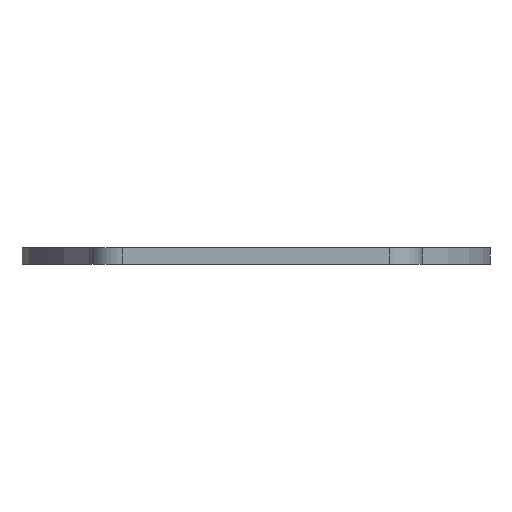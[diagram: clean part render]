
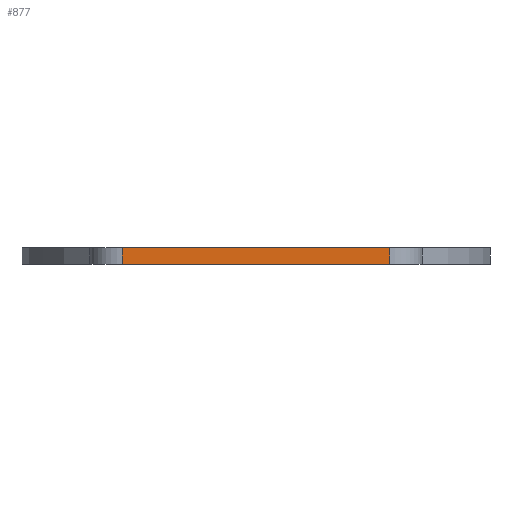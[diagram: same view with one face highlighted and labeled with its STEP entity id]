
A CAD part, left-side view. The second image highlights one B-rep face of the part: STEP entity #877.
In plain terms, the highlighted planar face has unit normal (-1, 0, 0).
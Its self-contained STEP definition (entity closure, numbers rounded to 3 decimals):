
#87 = ORIENTED_EDGE ( 'NONE', *, *, #272, .F. ) ;
#168 = DIRECTION ( 'NONE',  ( 0., 1., 0. ) ) ;
#206 = AXIS2_PLACEMENT_3D ( 'NONE', #1592, #1434, #168 ) ;
#214 = LINE ( 'NONE', #497, #757 ) ;
#239 = VECTOR ( 'NONE', #278, 1000. ) ;
#249 = LINE ( 'NONE', #1066, #239 ) ;
#254 = VERTEX_POINT ( 'NONE', #1541 ) ;
#272 = EDGE_CURVE ( 'NONE', #769, #955, #1344, .T. ) ;
#278 = DIRECTION ( 'NONE',  ( 0., 0., -1. ) ) ;
#345 = ORIENTED_EDGE ( 'NONE', *, *, #550, .T. ) ;
#408 = DIRECTION ( 'NONE',  ( 0., -1., 0. ) ) ;
#418 = DIRECTION ( 'NONE',  ( 0., 0., 1. ) ) ;
#497 = CARTESIAN_POINT ( 'NONE',  ( -32.5, -20.5, 0. ) ) ;
#550 = EDGE_CURVE ( 'NONE', #254, #1217, #214, .T. ) ;
#612 = CARTESIAN_POINT ( 'NONE',  ( -32.5, 16.5, 2. ) ) ;
#638 = EDGE_CURVE ( 'NONE', #1217, #955, #1829, .T. ) ;
#757 = VECTOR ( 'NONE', #1131, 1000. ) ;
#769 = VERTEX_POINT ( 'NONE', #612 ) ;
#877 = ADVANCED_FACE ( 'NONE', ( #1380 ), #957, .F. ) ;
#920 = CARTESIAN_POINT ( 'NONE',  ( -32.5, -16.5, 0. ) ) ;
#955 = VERTEX_POINT ( 'NONE', #1098 ) ;
#957 = PLANE ( 'NONE',  #206 ) ;
#1066 = CARTESIAN_POINT ( 'NONE',  ( -32.5, 16.5, 2. ) ) ;
#1097 = EDGE_LOOP ( 'NONE', ( #345, #1853, #87, #1658 ) ) ;
#1098 = CARTESIAN_POINT ( 'NONE',  ( -32.5, -16.5, 2. ) ) ;
#1131 = DIRECTION ( 'NONE',  ( 0., -1., 0. ) ) ;
#1199 = CARTESIAN_POINT ( 'NONE',  ( -32.5, -20.5, 2. ) ) ;
#1216 = EDGE_CURVE ( 'NONE', #769, #254, #249, .T. ) ;
#1217 = VERTEX_POINT ( 'NONE', #920 ) ;
#1344 = LINE ( 'NONE', #1199, #1556 ) ;
#1380 = FACE_OUTER_BOUND ( 'NONE', #1097, .T. ) ;
#1434 = DIRECTION ( 'NONE',  ( 1., 0., 0. ) ) ;
#1517 = VECTOR ( 'NONE', #418, 1000. ) ;
#1541 = CARTESIAN_POINT ( 'NONE',  ( -32.5, 16.5, 0. ) ) ;
#1556 = VECTOR ( 'NONE', #408, 1000. ) ;
#1592 = CARTESIAN_POINT ( 'NONE',  ( -32.5, -20.5, 2. ) ) ;
#1658 = ORIENTED_EDGE ( 'NONE', *, *, #1216, .T. ) ;
#1689 = CARTESIAN_POINT ( 'NONE',  ( -32.5, -16.5, 2. ) ) ;
#1829 = LINE ( 'NONE', #1689, #1517 ) ;
#1853 = ORIENTED_EDGE ( 'NONE', *, *, #638, .T. ) ;
